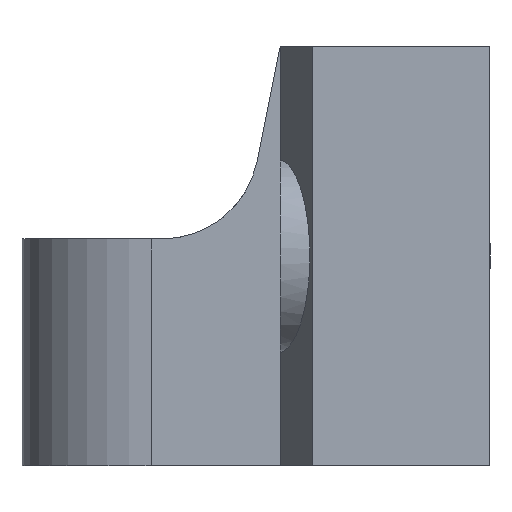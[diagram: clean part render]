
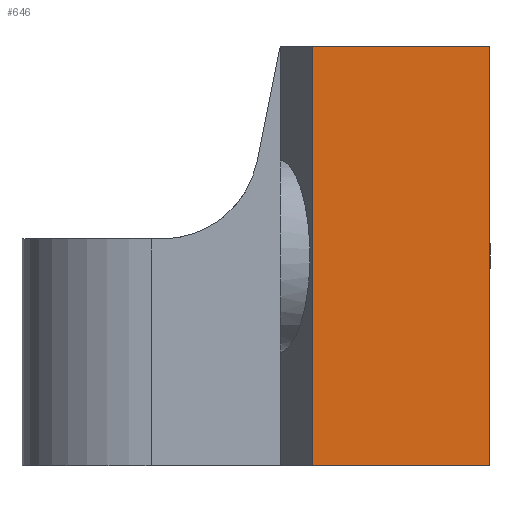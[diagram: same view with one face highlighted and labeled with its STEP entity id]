
A CAD part, front view. The second image highlights one B-rep face of the part: STEP entity #646.
In plain terms, the highlighted planar face has unit normal (0, -1, 0).
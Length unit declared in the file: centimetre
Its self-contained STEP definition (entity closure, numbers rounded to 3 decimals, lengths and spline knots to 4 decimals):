
#41=PLANE('',#700);
#68=FACE_OUTER_BOUND('',#104,.T.);
#104=EDGE_LOOP('',(#537,#538,#539,#540));
#196=LINE('',#1051,#260);
#197=LINE('',#1056,#261);
#198=LINE('',#1058,#262);
#199=LINE('',#1059,#263);
#260=VECTOR('',#849,100.);
#261=VECTOR('',#854,100.);
#262=VECTOR('',#855,100.);
#263=VECTOR('',#856,100.);
#322=VERTEX_POINT('',#1047);
#323=VERTEX_POINT('',#1049);
#325=VERTEX_POINT('',#1055);
#326=VERTEX_POINT('',#1057);
#406=EDGE_CURVE('',#322,#323,#196,.T.);
#408=EDGE_CURVE('',#323,#325,#197,.T.);
#409=EDGE_CURVE('',#326,#325,#198,.T.);
#410=EDGE_CURVE('',#326,#322,#199,.T.);
#537=ORIENTED_EDGE('',*,*,#408,.T.);
#538=ORIENTED_EDGE('',*,*,#409,.F.);
#539=ORIENTED_EDGE('',*,*,#410,.T.);
#540=ORIENTED_EDGE('',*,*,#406,.T.);
#646=ADVANCED_FACE('',(#68),#41,.T.);
#700=AXIS2_PLACEMENT_3D('',#1054,#852,#853);
#849=DIRECTION('',(0.,0.,1.));
#852=DIRECTION('center_axis',(0.,-1.,0.));
#853=DIRECTION('ref_axis',(1.,0.,0.));
#854=DIRECTION('',(-1.,0.,0.));
#855=DIRECTION('',(0.,0.,1.));
#856=DIRECTION('',(1.,0.,0.));
#1047=CARTESIAN_POINT('',(1.4486,-0.5911,0.0013));
#1049=CARTESIAN_POINT('',(1.4486,-0.5911,1.3013));
#1051=CARTESIAN_POINT('',(1.4486,-0.5911,0.0013));
#1054=CARTESIAN_POINT('Origin',(1.1736,-0.5911,0.0013));
#1055=CARTESIAN_POINT('',(0.8986,-0.5911,1.3013));
#1056=CARTESIAN_POINT('',(1.0486,-0.5911,1.3013));
#1057=CARTESIAN_POINT('',(0.8986,-0.5911,0.0013));
#1058=CARTESIAN_POINT('',(0.8986,-0.5911,0.0013));
#1059=CARTESIAN_POINT('',(0.8986,-0.5911,0.0013));
